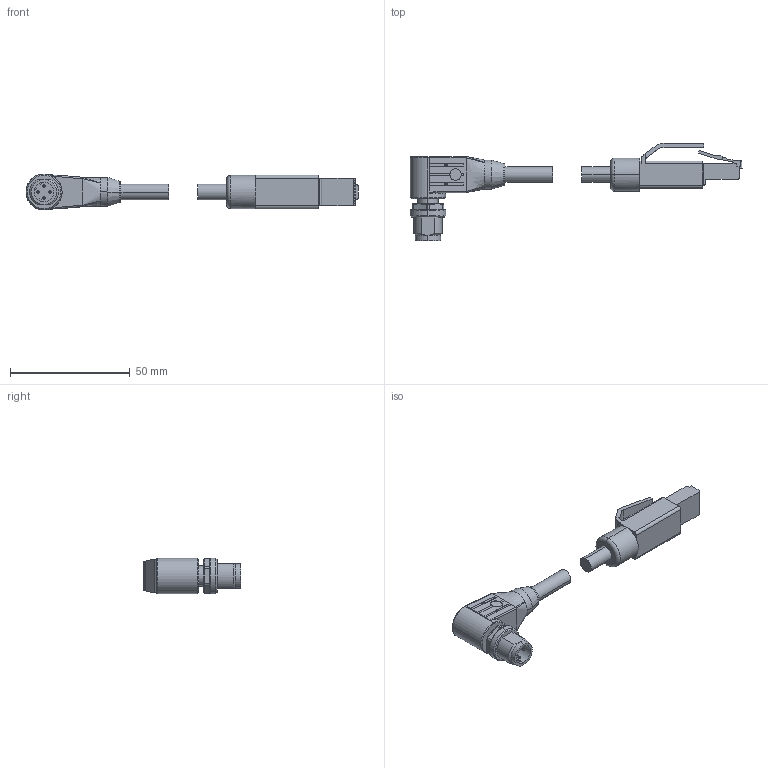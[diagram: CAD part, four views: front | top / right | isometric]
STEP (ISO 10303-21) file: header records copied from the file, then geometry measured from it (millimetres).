
FILE_DESCRIPTION (( 'STEP AP214' ), '1' );
FILE_NAME ('7700-44761-S4U0060.step', '2017-05-04T11:26:04', ( '' ), ( '' ), 'SwSTEP 2.0', 'SolidWorks 2017', '' );
FILE_SCHEMA (( 'AUTOMOTIVE_DESIGN' ));
Length unit declared in the file: inch
Products named in the file (3): 7700-44761-S4U0060_RJ45; 7700-44761-S4U0060_MALE90; 7700-44761-S4U0060
Assembly tree (2 placements, depth 2):
  7700-44761-S4U0060
    7700-44761-S4U0060_MALE90
    7700-44761-S4U0060_RJ45
Bounding box: 138.43 x 40.47 x 15 mm (x, y, z)
Volume: 17158.1 mm3; surface area: 7964.6 mm2
Topology: 4 solids, 4 shells, 288 faces, 750 edges, 481 vertices
Faces by surface type: plane 163, cylinder 83, bspline 16, cone 16, torus 10
Entity records: 9831 total; most frequent: CARTESIAN_POINT 2654, ORIENTED_EDGE 1488, DIRECTION 1443, EDGE_CURVE 744, AXIS2_PLACEMENT_3D 504, VERTEX_POINT 481, LINE 435, VECTOR 435
